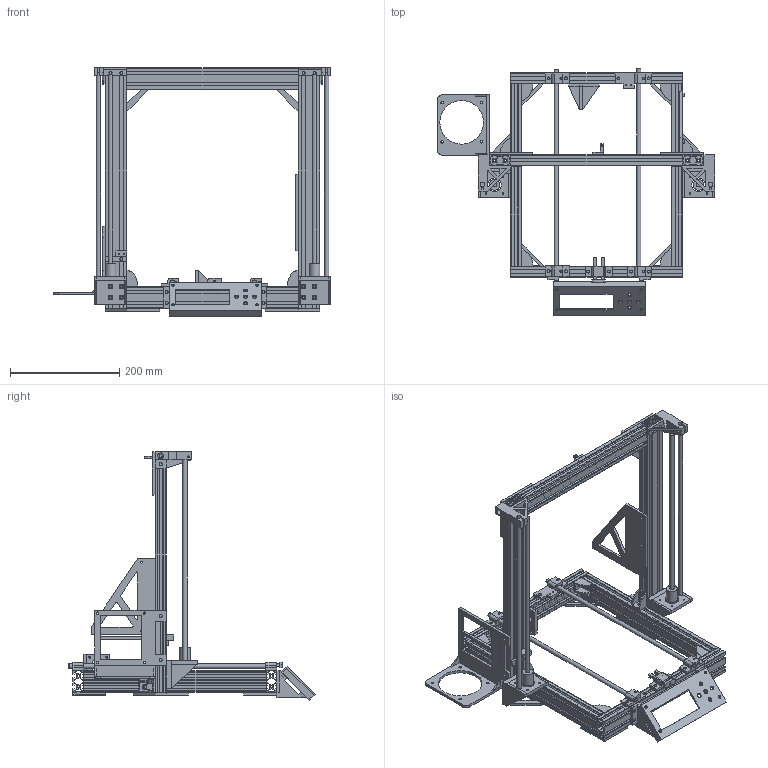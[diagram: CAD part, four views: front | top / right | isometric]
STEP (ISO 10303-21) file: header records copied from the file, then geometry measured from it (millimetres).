
FILE_DESCRIPTION(/* description */ (''),/* implementation_level */ '2;1');
FILE_NAME(/* name */ 'AM8.step',/* time_stamp */ '2020-06-05T10:49:16-04:00',/* author */ (''),/* organization */ (''),/* preprocessor_version */ 'ST-DEVELOPER v18.1',/* originating_system */ 'Autodesk Translation Framework v9.3.0.1241',/* authorisation */ '');
FILE_SCHEMA (('AUTOMOTIVE_DESIGN { 1 0 10303 214 3 1 1 }'));
Length unit declared in the file: millimetre
Products named in the file (43): (Unsaved); Guide Rods; 380mm; Lead Screw; Flex Coupler; Nema 17 Mounts2; Vertical Mount; Vertical Mount(Mirror); Extrusions; Vertical; Bottom Horizontal 313; Bottom Right; Topper 313; Corner Plates; 2040x2040; 2040x2040 Slotted; 2020Tee; Bottom Tee; 2020Corner; Corner2020; Nema 17 Rear Mount; Y Rail Top Mounts; Y Rail Mount; Y Rail Mount w/ Endstop; YMountWithEndstop; Z Endstop; Z-Endstop; Anet Board Mount; WithFan; PSU Mount; PSU Mount (1); Rod Holder; Wire Holder; WireSupport; Rod Holder(Mirror); HBLFSNF5_b v1; _HBLFSNF5_b; LCD Case; lcd_base; lcd_base(Mirror) (1) ...
Assembly tree (66 placements, depth 4):
  (Unsaved)
    Guide Rods
      380mm  x4
      Lead Screw  x2
      Flex Coupler  x2
    Nema 17 Mounts2
      Vertical Mount
      Vertical Mount(Mirror)
    Extrusions
      Vertical  x2
      Bottom Horizontal 313  x2
      Bottom Right  x2
      Topper 313
    Corner Plates
      2040x2040
        2040x2040 Slotted  x2
      2020Tee
        Bottom Tee  x2
      2020Corner
        Corner2020  x4
    Nema 17 Rear Mount
    Y Rail Top Mounts
      Y Rail Mount  x3
    Y Rail Mount w/ Endstop
      YMountWithEndstop
    Z Endstop
      Z-Endstop
    Anet Board Mount
      WithFan
    PSU Mount
      PSU Mount (1)
    Rod Holder
    Wire Holder
      WireSupport
    Rod Holder(Mirror)
    HBLFSNF5_b v1
      _HBLFSNF5_b  x10
    LCD Case
      lcd_base
      lcd_base(Mirror) (1)
    Y Belt Tensioner 3
      Y Tensioner Block
      Y Tensioner
Bounding box: 508 x 450.65 x 454.45 mm (x, y, z)
Volume: 1648121.3 mm3; surface area: 1228956.4 mm2
Topology: 72 solids, 72 shells, 2146 faces, 5749 edges, 3797 vertices
Faces by surface type: plane 1694, cylinder 416, cone 30, sphere 6
Full cylindrical faces by diameter (mm): 1.75 x2, 2.5 x2, 3 x2, 3.2 x18, 3.25 x1, 3.5 x19, 4 x12, 4.2 x14, 4.5 x4, 5 x12, 5.5 x91, 6 x4, 7 x3, 7.5 x5, 7.866 x2, 8 x6, 8.2 x2, 8.5 x8, 8.7 x8, 10.5 x2, 20 x2, 25 x3, 80 x1
Entity records: 39538 total; most frequent: CARTESIAN_POINT 6669, DIRECTION 6489, ORIENTED_EDGE 6450, EDGE_CURVE 3225, LINE 2619, VECTOR 2619, VERTEX_POINT 2115, AXIS2_PLACEMENT_3D 1935
